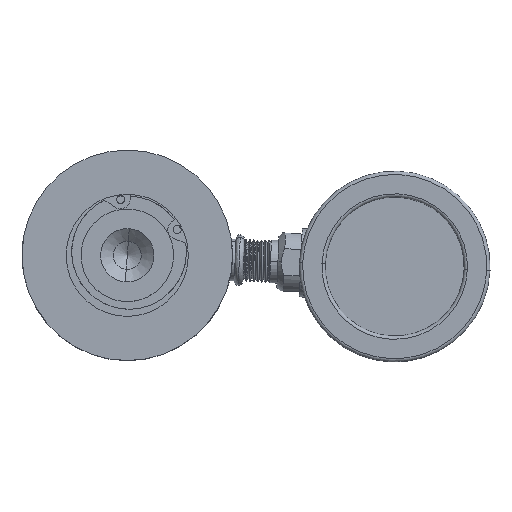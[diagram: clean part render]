
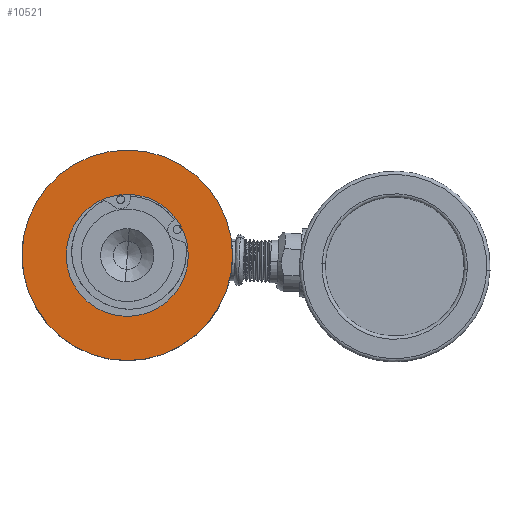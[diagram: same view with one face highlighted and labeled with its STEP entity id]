
A CAD part, top view. The second image highlights one B-rep face of the part: STEP entity #10521.
In plain terms, the highlighted planar face has unit normal (0, 0, 1).
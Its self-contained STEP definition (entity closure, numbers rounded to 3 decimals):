
#1689 = AXIS2_PLACEMENT_3D ( 'NONE', #8117, #13331, #7077 ) ;
#1849 = CARTESIAN_POINT ( 'NONE',  ( 23.292, 26.44, 46.581 ) ) ;
#2437 = FACE_BOUND ( 'NONE', #16113, .T. ) ;
#2493 = ORIENTED_EDGE ( 'NONE', *, *, #4853, .T. ) ;
#2992 = DIRECTION ( 'NONE',  ( 0., 0., 1. ) ) ;
#3338 = DIRECTION ( 'NONE',  ( 0., 0., 1. ) ) ;
#3649 = FACE_OUTER_BOUND ( 'NONE', #4609, .T. ) ;
#3821 = CARTESIAN_POINT ( 'NONE',  ( 48.692, 26.44, 46.581 ) ) ;
#4054 = CIRCLE ( 'NONE', #13829, 25.4 ) ;
#4609 = EDGE_LOOP ( 'NONE', ( #2493, #13770 ) ) ;
#4853 = EDGE_CURVE ( 'NONE', #12840, #5192, #8330, .T. ) ;
#5015 = CARTESIAN_POINT ( 'NONE',  ( 23.292, 26.44, 46.581 ) ) ;
#5192 = VERTEX_POINT ( 'NONE', #6895 ) ;
#5793 = CARTESIAN_POINT ( 'NONE',  ( 23.292, 26.44, 46.581 ) ) ;
#6209 = CARTESIAN_POINT ( 'NONE',  ( 8.56, 26.44, 46.581 ) ) ;
#6728 = VERTEX_POINT ( 'NONE', #9257 ) ;
#6867 = PLANE ( 'NONE',  #1689 ) ;
#6895 = CARTESIAN_POINT ( 'NONE',  ( -2.108, 26.44, 46.581 ) ) ;
#7077 = DIRECTION ( 'NONE',  ( 1., 0., 0. ) ) ;
#7417 = EDGE_CURVE ( 'NONE', #5192, #12840, #4054, .T. ) ;
#8117 = CARTESIAN_POINT ( 'NONE',  ( 23.292, 26.44, 46.581 ) ) ;
#8132 = CIRCLE ( 'NONE', #10271, 14.732 ) ;
#8330 = CIRCLE ( 'NONE', #10129, 25.4 ) ;
#8443 = DIRECTION ( 'NONE',  ( 1., 0., 0. ) ) ;
#9257 = CARTESIAN_POINT ( 'NONE',  ( 38.024, 26.44, 46.581 ) ) ;
#9335 = CARTESIAN_POINT ( 'NONE',  ( 23.292, 26.44, 46.581 ) ) ;
#9702 = CIRCLE ( 'NONE', #15442, 14.732 ) ;
#10027 = DIRECTION ( 'NONE',  ( 0., 0., 1. ) ) ;
#10129 = AXIS2_PLACEMENT_3D ( 'NONE', #1849, #11751, #14265 ) ;
#10271 = AXIS2_PLACEMENT_3D ( 'NONE', #5015, #10027, #16164 ) ;
#10521 = ADVANCED_FACE ( 'NONE', ( #2437, #3649 ), #6867, .T. ) ;
#11031 = ORIENTED_EDGE ( 'NONE', *, *, #11400, .F. ) ;
#11153 = ORIENTED_EDGE ( 'NONE', *, *, #14285, .F. ) ;
#11400 = EDGE_CURVE ( 'NONE', #6728, #13171, #8132, .T. ) ;
#11751 = DIRECTION ( 'NONE',  ( 0., 0., 1. ) ) ;
#12840 = VERTEX_POINT ( 'NONE', #3821 ) ;
#13171 = VERTEX_POINT ( 'NONE', #6209 ) ;
#13331 = DIRECTION ( 'NONE',  ( 0., 0., 1. ) ) ;
#13770 = ORIENTED_EDGE ( 'NONE', *, *, #7417, .T. ) ;
#13829 = AXIS2_PLACEMENT_3D ( 'NONE', #9335, #2992, #14370 ) ;
#14265 = DIRECTION ( 'NONE',  ( 1., 0., 0. ) ) ;
#14285 = EDGE_CURVE ( 'NONE', #13171, #6728, #9702, .T. ) ;
#14370 = DIRECTION ( 'NONE',  ( 1., 0., 0. ) ) ;
#15442 = AXIS2_PLACEMENT_3D ( 'NONE', #5793, #3338, #8443 ) ;
#16113 = EDGE_LOOP ( 'NONE', ( #11031, #11153 ) ) ;
#16164 = DIRECTION ( 'NONE',  ( 1., 0., 0. ) ) ;
